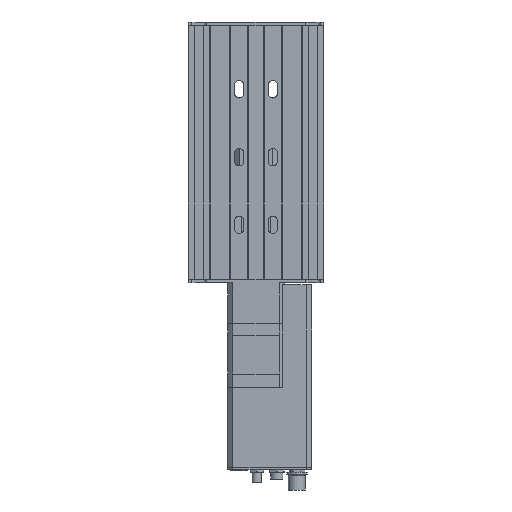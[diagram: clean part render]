
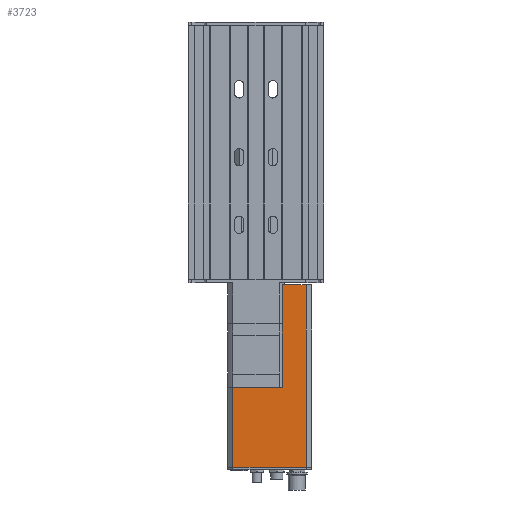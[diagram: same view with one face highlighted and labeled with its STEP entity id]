
A CAD part, front view. The second image highlights one B-rep face of the part: STEP entity #3723.
In plain terms, the highlighted planar face has unit normal (0, -1, 0).
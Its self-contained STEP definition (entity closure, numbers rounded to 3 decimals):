
#340 = CARTESIAN_POINT ( 'NONE',  ( 37., -21., -106.25 ) ) ;
#384 = EDGE_CURVE ( 'NONE', #23995, #1356, #15879, .T. ) ;
#1284 = VECTOR ( 'NONE', #26108, 1000. ) ;
#1356 = VERTEX_POINT ( 'NONE', #2405 ) ;
#2396 = DIRECTION ( 'NONE',  ( 0., 0., -1. ) ) ;
#2405 = CARTESIAN_POINT ( 'NONE',  ( -17., -21., -47. ) ) ;
#2935 = CARTESIAN_POINT ( 'NONE',  ( 19.5, -21., -47. ) ) ;
#3723 = ADVANCED_FACE ( 'NONE', ( #20349 ), #24378, .F. ) ;
#3784 = LINE ( 'NONE', #22227, #1284 ) ;
#3894 = ORIENTED_EDGE ( 'NONE', *, *, #10148, .T. ) ;
#4658 = CARTESIAN_POINT ( 'NONE',  ( 19.5, -21., 28.5 ) ) ;
#6043 = EDGE_CURVE ( 'NONE', #26155, #22870, #24432, .T. ) ;
#6075 = DIRECTION ( 'NONE',  ( -1., 0., 0. ) ) ;
#6183 = CARTESIAN_POINT ( 'NONE',  ( 37., -21., -106.25 ) ) ;
#6405 = ORIENTED_EDGE ( 'NONE', *, *, #16374, .F. ) ;
#7254 = ORIENTED_EDGE ( 'NONE', *, *, #6043, .T. ) ;
#9115 = VECTOR ( 'NONE', #2396, 1000. ) ;
#10148 = EDGE_CURVE ( 'NONE', #19961, #23995, #26588, .T. ) ;
#11281 = VECTOR ( 'NONE', #22560, 1000. ) ;
#12048 = VECTOR ( 'NONE', #19207, 1000. ) ;
#12254 = DIRECTION ( 'NONE',  ( -1., 0., 0. ) ) ;
#12901 = CARTESIAN_POINT ( 'NONE',  ( 19.5, -21., 28.5 ) ) ;
#13277 = CARTESIAN_POINT ( 'NONE',  ( 37., -21., -106.25 ) ) ;
#13921 = CARTESIAN_POINT ( 'NONE',  ( 37., -21., 28.5 ) ) ;
#14615 = VECTOR ( 'NONE', #12254, 1000. ) ;
#14677 = EDGE_CURVE ( 'NONE', #23844, #1356, #3784, .T. ) ;
#15166 = LINE ( 'NONE', #13277, #12048 ) ;
#15672 = ORIENTED_EDGE ( 'NONE', *, *, #14677, .F. ) ;
#15879 = LINE ( 'NONE', #22601, #14615 ) ;
#15903 = VECTOR ( 'NONE', #19839, 1000. ) ;
#16084 = LINE ( 'NONE', #24002, #15903 ) ;
#16186 = DIRECTION ( 'NONE',  ( 0., 1., 0. ) ) ;
#16374 = EDGE_CURVE ( 'NONE', #26155, #23844, #15166, .T. ) ;
#16478 = EDGE_CURVE ( 'NONE', #19961, #22870, #16084, .T. ) ;
#18203 = CARTESIAN_POINT ( 'NONE',  ( 37., -21., -106.25 ) ) ;
#18377 = ORIENTED_EDGE ( 'NONE', *, *, #384, .T. ) ;
#18672 = AXIS2_PLACEMENT_3D ( 'NONE', #18203, #16186, #6075 ) ;
#19207 = DIRECTION ( 'NONE',  ( -1., 0., 0. ) ) ;
#19839 = DIRECTION ( 'NONE',  ( 1., 0., 0. ) ) ;
#19961 = VERTEX_POINT ( 'NONE', #12901 ) ;
#20349 = FACE_OUTER_BOUND ( 'NONE', #20803, .T. ) ;
#20803 = EDGE_LOOP ( 'NONE', ( #7254, #22850, #3894, #18377, #15672, #6405 ) ) ;
#22227 = CARTESIAN_POINT ( 'NONE',  ( -17., -21., -106.25 ) ) ;
#22560 = DIRECTION ( 'NONE',  ( 0., 0., 1. ) ) ;
#22590 = CARTESIAN_POINT ( 'NONE',  ( -17., -21., -106.25 ) ) ;
#22601 = CARTESIAN_POINT ( 'NONE',  ( 37., -21., -47. ) ) ;
#22850 = ORIENTED_EDGE ( 'NONE', *, *, #16478, .F. ) ;
#22870 = VERTEX_POINT ( 'NONE', #13921 ) ;
#23844 = VERTEX_POINT ( 'NONE', #22590 ) ;
#23995 = VERTEX_POINT ( 'NONE', #2935 ) ;
#24002 = CARTESIAN_POINT ( 'NONE',  ( 37., -21., 28.5 ) ) ;
#24378 = PLANE ( 'NONE',  #18672 ) ;
#24432 = LINE ( 'NONE', #340, #11281 ) ;
#26108 = DIRECTION ( 'NONE',  ( 0., 0., 1. ) ) ;
#26155 = VERTEX_POINT ( 'NONE', #6183 ) ;
#26588 = LINE ( 'NONE', #4658, #9115 ) ;
